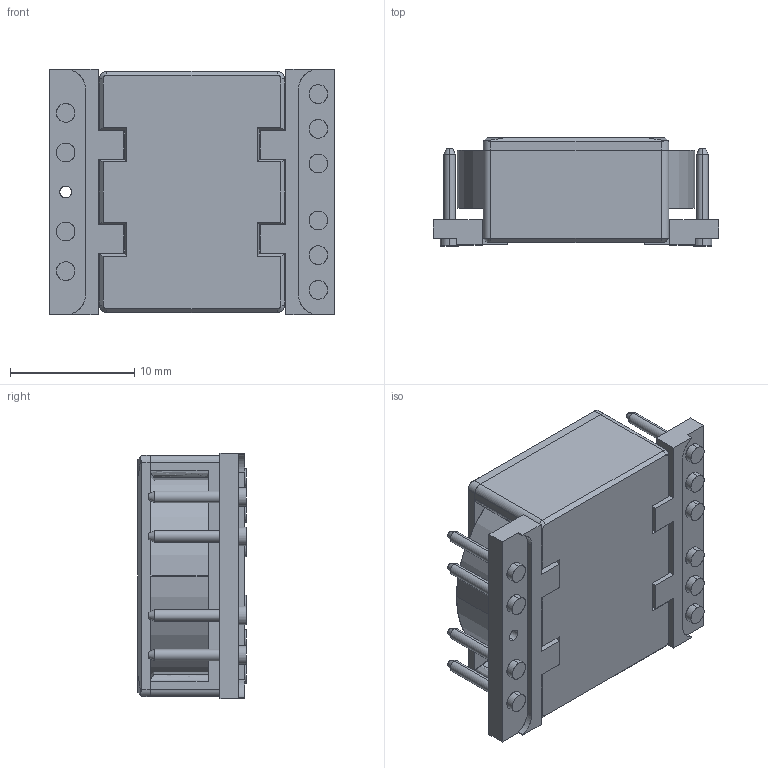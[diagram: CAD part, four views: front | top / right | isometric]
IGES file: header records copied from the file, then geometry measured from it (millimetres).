
Start section: SolidWorks IGES file using analytic representation for surfaces
Global section: file name: ER194_1103_2975.IGS; native system: SolidWorks 2017; preprocessor: SolidWorks 2017; author: e.wtnpm; date: 210702.114836; units: millimetre
Bounding box: 22.92 x 8.7 x 19.7 mm (x, y, z)
Surface area: 3369.1 mm2 (no closed solid volume)
Topology: 0 solids, 0 shells, 207 faces, 1844 edges, 1844 vertices
Faces by surface type: bspline 117, revolution 90
